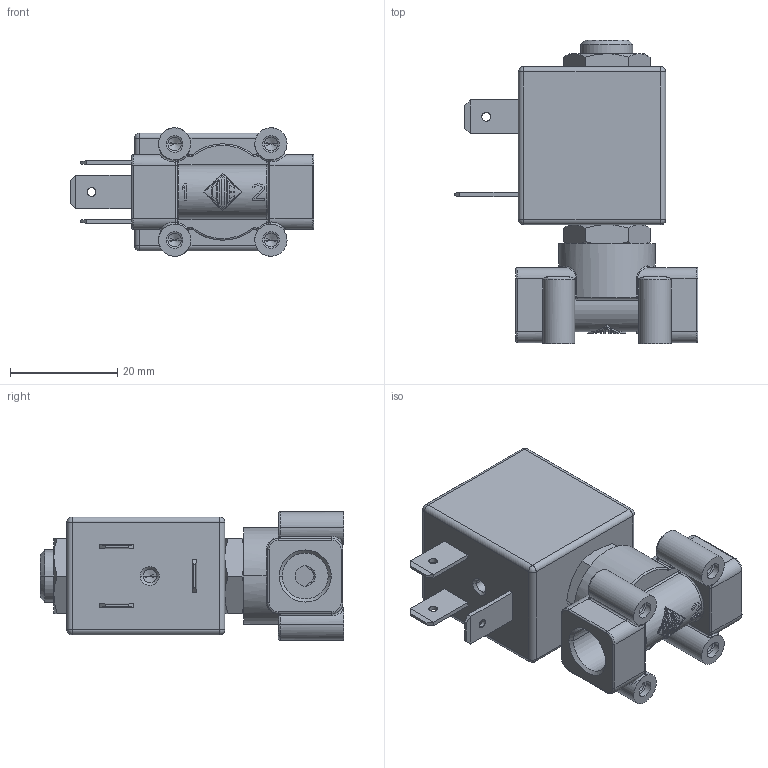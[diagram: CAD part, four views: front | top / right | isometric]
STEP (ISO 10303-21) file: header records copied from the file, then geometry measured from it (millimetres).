
FILE_DESCRIPTION((''),'2;1');
FILE_NAME('21JP1R1V23_11T0_ASM','2015-06-17T',('manzoniste'),('O.D.E.'),'PRO/ENGINEER BY PARAMETRIC TECHNOLOGY CORPORATION, 2011410','PRO/ENGINEER BY PARAMETRIC TECHNOLOGY CORPORATION, 2011410','');
FILE_SCHEMA(('CONFIG_CONTROL_DESIGN','SHAPE_APPEARANCE_LAYERS_GROUPS'));
Length unit declared in the file: millimetre
Products named in the file (1): 21JP1R1V23_11T0_ASM
Bounding box: 45.5 x 56.65 x 23.96 mm (x, y, z)
Volume: 20727.1 mm3; surface area: 16213 mm2
Topology: 2 solids, 9 shells, 596 faces, 1397 edges, 842 vertices
Faces by surface type: plane 218, cylinder 186, cone 84, bspline 46, torus 44, sphere 18
Entity records: 23031 total; most frequent: CARTESIAN_POINT 5519, ORIENTED_EDGE 2770, DIRECTION 2750, EDGE_CURVE 1385, AXIS2_PLACEMENT_3D 1100, VERTEX_POINT 842, EDGE_LOOP 645, FACE_OUTER_BOUND 596
